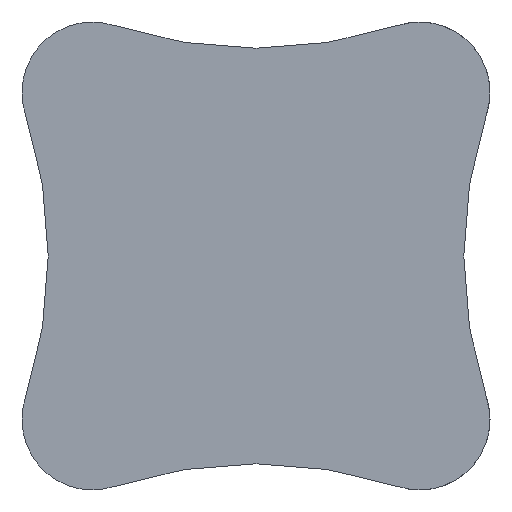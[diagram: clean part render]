
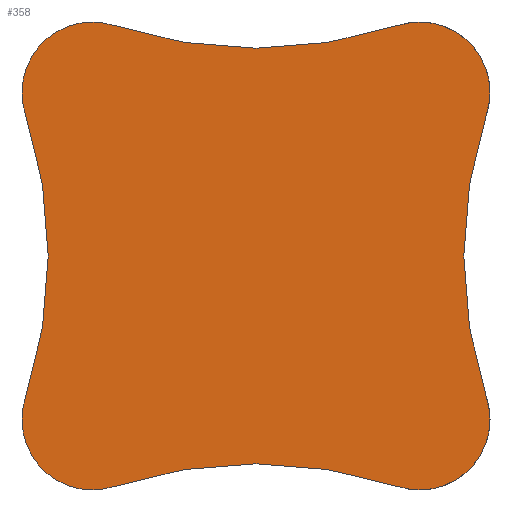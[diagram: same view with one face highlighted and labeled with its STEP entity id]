
A CAD part, front view. The second image highlights one B-rep face of the part: STEP entity #358.
In plain terms, the highlighted planar face has unit normal (0, -1, 0).
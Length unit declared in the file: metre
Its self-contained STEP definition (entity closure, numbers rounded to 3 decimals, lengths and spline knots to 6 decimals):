
#24=PLANE('',#417);
#82=ORIENTED_EDGE('',*,*,#140,.F.);
#83=ORIENTED_EDGE('',*,*,#161,.F.);
#84=ORIENTED_EDGE('',*,*,#159,.T.);
#85=ORIENTED_EDGE('',*,*,#156,.T.);
#86=ORIENTED_EDGE('',*,*,#152,.F.);
#87=ORIENTED_EDGE('',*,*,#149,.F.);
#88=ORIENTED_EDGE('',*,*,#147,.T.);
#89=ORIENTED_EDGE('',*,*,#144,.T.);
#140=EDGE_CURVE('',#184,#185,#215,.T.);
#144=EDGE_CURVE('',#187,#185,#217,.T.);
#147=EDGE_CURVE('',#189,#187,#219,.T.);
#149=EDGE_CURVE('',#189,#191,#221,.T.);
#152=EDGE_CURVE('',#191,#193,#223,.T.);
#156=EDGE_CURVE('',#195,#193,#225,.T.);
#159=EDGE_CURVE('',#197,#195,#227,.T.);
#161=EDGE_CURVE('',#197,#184,#229,.T.);
#184=VERTEX_POINT('',#571);
#185=VERTEX_POINT('',#573);
#187=VERTEX_POINT('',#578);
#189=VERTEX_POINT('',#584);
#191=VERTEX_POINT('',#591);
#193=VERTEX_POINT('',#597);
#195=VERTEX_POINT('',#602);
#197=VERTEX_POINT('',#608);
#215=CIRCLE('',#395,0.005375);
#217=CIRCLE('',#398,0.034688);
#219=CIRCLE('',#401,0.005375);
#221=CIRCLE('',#404,0.034688);
#223=CIRCLE('',#407,0.005375);
#225=CIRCLE('',#410,0.034688);
#227=CIRCLE('',#413,0.005375);
#229=CIRCLE('',#416,0.034688);
#250=EDGE_LOOP('',(#82,#83,#84,#85,#86,#87,#88,#89));
#296=FACE_BOUND('',#250,.T.);
#358=ADVANCED_FACE('',(#296),#24,.F.);
#395=AXIS2_PLACEMENT_3D('',#572,#454,#455);
#398=AXIS2_PLACEMENT_3D('',#580,#462,#463);
#401=AXIS2_PLACEMENT_3D('',#586,#469,#470);
#404=AXIS2_PLACEMENT_3D('',#590,#475,#476);
#407=AXIS2_PLACEMENT_3D('',#596,#482,#483);
#410=AXIS2_PLACEMENT_3D('',#604,#490,#491);
#413=AXIS2_PLACEMENT_3D('',#610,#497,#498);
#416=AXIS2_PLACEMENT_3D('',#613,#503,#504);
#417=AXIS2_PLACEMENT_3D('',#614,#505,#506);
#454=DIRECTION('',(0.,1.,0.));
#455=DIRECTION('',(1.,0.,0.));
#462=DIRECTION('',(0.,1.,0.));
#463=DIRECTION('',(1.,0.,0.));
#469=DIRECTION('',(0.,-1.,0.));
#470=DIRECTION('',(1.,0.,0.));
#475=DIRECTION('',(0.,-1.,0.));
#476=DIRECTION('',(1.,0.,0.));
#482=DIRECTION('',(0.,1.,0.));
#483=DIRECTION('',(1.,0.,0.));
#490=DIRECTION('',(0.,1.,0.));
#491=DIRECTION('',(1.,0.,0.));
#497=DIRECTION('',(0.,-1.,0.));
#498=DIRECTION('',(1.,0.,0.));
#503=DIRECTION('',(0.,-1.,0.));
#504=DIRECTION('',(1.,0.,0.));
#505=DIRECTION('',(0.,1.,0.));
#506=DIRECTION('',(1.,0.,0.));
#571=CARTESIAN_POINT('',(-0.010823,0.,-0.017607));
#572=CARTESIAN_POINT('',(-0.0125,0.,-0.0125));
#573=CARTESIAN_POINT('',(-0.017607,0.,-0.010823));
#578=CARTESIAN_POINT('',(-0.017607,0.,0.010823));
#580=CARTESIAN_POINT('',(-0.050563,0.,0.));
#584=CARTESIAN_POINT('',(-0.010823,0.,0.017607));
#586=CARTESIAN_POINT('',(-0.0125,0.,0.0125));
#590=CARTESIAN_POINT('',(0.,0.,0.050563));
#591=CARTESIAN_POINT('',(0.010823,0.,0.017607));
#596=CARTESIAN_POINT('',(0.0125,0.,0.0125));
#597=CARTESIAN_POINT('',(0.017607,0.,0.010823));
#602=CARTESIAN_POINT('',(0.017607,0.,-0.010823));
#604=CARTESIAN_POINT('',(0.050563,0.,0.));
#608=CARTESIAN_POINT('',(0.010823,0.,-0.017607));
#610=CARTESIAN_POINT('',(0.0125,0.,-0.0125));
#613=CARTESIAN_POINT('',(0.,0.,-0.050563));
#614=CARTESIAN_POINT('',(-0.003523,0.,-0.001889));
